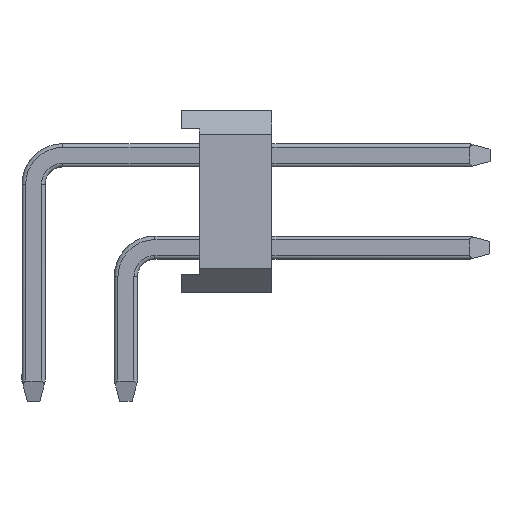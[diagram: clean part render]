
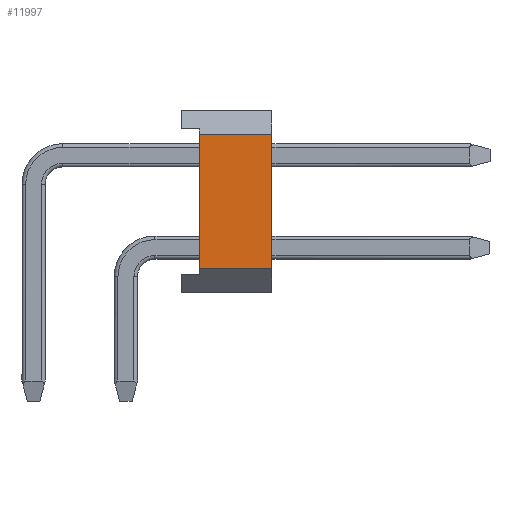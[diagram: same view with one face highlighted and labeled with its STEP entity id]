
A CAD part, left-side view. The second image highlights one B-rep face of the part: STEP entity #11997.
In plain terms, the highlighted planar face has unit normal (-1, 0, 0).
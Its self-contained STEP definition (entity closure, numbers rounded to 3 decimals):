
#462 = EDGE_CURVE ( 'NONE', #11850, #4801, #12327, .T. ) ;
#988 = CARTESIAN_POINT ( 'NONE',  ( -8.89, -2.5, -1.85 ) ) ;
#1547 = PLANE ( 'NONE',  #30807 ) ;
#2972 = ORIENTED_EDGE ( 'NONE', *, *, #462, .T. ) ;
#3019 = EDGE_CURVE ( 'NONE', #39382, #11850, #6133, .T. ) ;
#3524 = VERTEX_POINT ( 'NONE', #19790 ) ;
#3888 = VECTOR ( 'NONE', #39369, 1000. ) ;
#4181 = DIRECTION ( 'NONE',  ( 0., 0., 1. ) ) ;
#4801 = VERTEX_POINT ( 'NONE', #24391 ) ;
#4927 = VECTOR ( 'NONE', #12124, 1000. ) ;
#4996 = DIRECTION ( 'NONE',  ( 1., 0., 0. ) ) ;
#6133 = LINE ( 'NONE', #15261, #3888 ) ;
#8765 = EDGE_CURVE ( 'NONE', #4801, #3524, #34689, .T. ) ;
#11057 = CARTESIAN_POINT ( 'NONE',  ( -8.89, -2.5, 2.5 ) ) ;
#11372 = ORIENTED_EDGE ( 'NONE', *, *, #3019, .T. ) ;
#11850 = VERTEX_POINT ( 'NONE', #20432 ) ;
#11997 = ADVANCED_FACE ( 'NONE', ( #13948 ), #1547, .F. ) ;
#12124 = DIRECTION ( 'NONE',  ( 0., 0., -1. ) ) ;
#12327 = LINE ( 'NONE', #21325, #4927 ) ;
#13948 = FACE_OUTER_BOUND ( 'NONE', #19045, .T. ) ;
#14326 = ORIENTED_EDGE ( 'NONE', *, *, #34480, .F. ) ;
#14962 = VECTOR ( 'NONE', #35003, 1000. ) ;
#15261 = CARTESIAN_POINT ( 'NONE',  ( -8.89, -2.5, 1.85 ) ) ;
#16494 = ORIENTED_EDGE ( 'NONE', *, *, #8765, .T. ) ;
#19045 = EDGE_LOOP ( 'NONE', ( #11372, #2972, #16494, #14326 ) ) ;
#19790 = CARTESIAN_POINT ( 'NONE',  ( -8.89, -2.5, -1.85 ) ) ;
#20432 = CARTESIAN_POINT ( 'NONE',  ( -8.89, -0.5, 1.85 ) ) ;
#21325 = CARTESIAN_POINT ( 'NONE',  ( -8.89, -0.5, -2. ) ) ;
#22411 = CARTESIAN_POINT ( 'NONE',  ( -8.89, -2.5, 1.85 ) ) ;
#24391 = CARTESIAN_POINT ( 'NONE',  ( -8.89, -0.5, -1.85 ) ) ;
#24701 = VECTOR ( 'NONE', #35631, 1000. ) ;
#30807 = AXIS2_PLACEMENT_3D ( 'NONE', #31833, #4996, #4181 ) ;
#31833 = CARTESIAN_POINT ( 'NONE',  ( -8.89, -2.5, 2.5 ) ) ;
#34480 = EDGE_CURVE ( 'NONE', #39382, #3524, #34792, .T. ) ;
#34689 = LINE ( 'NONE', #988, #24701 ) ;
#34792 = LINE ( 'NONE', #11057, #14962 ) ;
#35003 = DIRECTION ( 'NONE',  ( 0., 0., -1. ) ) ;
#35631 = DIRECTION ( 'NONE',  ( 0., -1., 0. ) ) ;
#39369 = DIRECTION ( 'NONE',  ( 0., 1., 0. ) ) ;
#39382 = VERTEX_POINT ( 'NONE', #22411 ) ;
